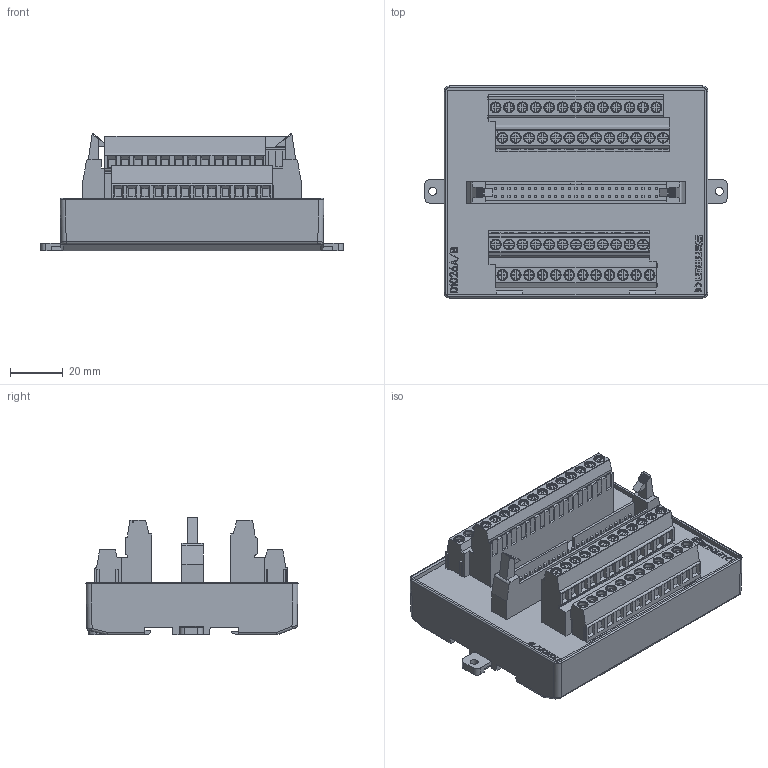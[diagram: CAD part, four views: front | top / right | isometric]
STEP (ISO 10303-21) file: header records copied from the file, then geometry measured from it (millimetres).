
FILE_DESCRIPTION(/* description */ (''),/* implementation_level */ '2;1');
FILE_NAME(/* name */ 'D1026A_B-E.stp',/* time_stamp */ '2024-08-08T09:45:53+08:00',/* author */ (''),/* organization */ (''),/* preprocessor_version */ 'ST-DEVELOPER v14',/* originating_system */ 'SIEMENS PLM Software NX 8.0',/* authorisation */ '');
FILE_SCHEMA (('AUTOMOTIVE_DESIGN { 1 0 10303 214 3 1 1 1 }'));
Products named in the file (1): D1026A_B-E 3D_stp
Bounding box: 114.77 x 80.4 x 44.74 mm (x, y, z)
Volume: 186979.2 mm3; surface area: 42270.9 mm2
Topology: 3 solids, 6 shells, 2424 faces, 6333 edges, 4158 vertices
Faces by surface type: plane 1824, cylinder 263, torus 178, cone 134, extrusion 15, bspline 10
Full cylindrical faces by diameter (mm): 3 x2, 4.1 x18, 4.13 x26
Entity records: 77706 total; most frequent: CARTESIAN_POINT 18019, ORIENTED_EDGE 12460, DIRECTION 11259, EDGE_CURVE 6230, VECTOR 4811, LINE 4796, VERTEX_POINT 4126, AXIS2_PLACEMENT_3D 3224
